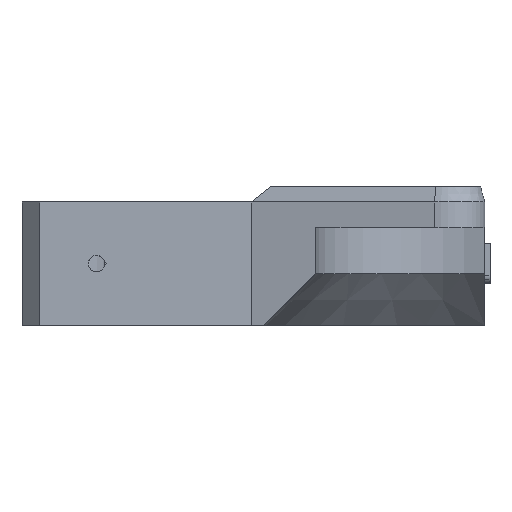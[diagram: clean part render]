
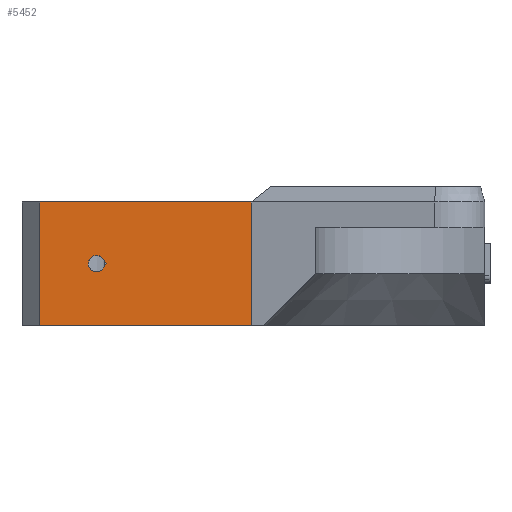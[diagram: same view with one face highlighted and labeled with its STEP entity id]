
A CAD part, left-side view. The second image highlights one B-rep face of the part: STEP entity #5452.
In plain terms, the highlighted planar face has unit normal (-1, 0, 0).
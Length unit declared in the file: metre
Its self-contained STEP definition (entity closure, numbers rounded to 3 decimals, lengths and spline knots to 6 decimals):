
#173=CIRCLE('',#5764,0.0016);
#438=ORIENTED_EDGE('',*,*,#2110,.T.);
#439=ORIENTED_EDGE('',*,*,#2111,.F.);
#440=ORIENTED_EDGE('',*,*,#2112,.F.);
#441=ORIENTED_EDGE('',*,*,#2113,.T.);
#442=ORIENTED_EDGE('',*,*,#2114,.F.);
#443=ORIENTED_EDGE('',*,*,#2115,.F.);
#444=ORIENTED_EDGE('',*,*,#2116,.T.);
#2110=EDGE_CURVE('',#2946,#2947,#3505,.T.);
#2111=EDGE_CURVE('',#2948,#2947,#3506,.T.);
#2112=EDGE_CURVE('',#2949,#2948,#3507,.T.);
#2113=EDGE_CURVE('',#2949,#2946,#3508,.T.);
#2114=EDGE_CURVE('',#2950,#2951,#3509,.T.);
#2115=EDGE_CURVE('',#2952,#2950,#173,.T.);
#2116=EDGE_CURVE('',#2952,#2951,#3510,.T.);
#2946=VERTEX_POINT('',#7988);
#2947=VERTEX_POINT('',#7989);
#2948=VERTEX_POINT('',#7991);
#2949=VERTEX_POINT('',#7993);
#2950=VERTEX_POINT('',#7996);
#2951=VERTEX_POINT('',#7997);
#2952=VERTEX_POINT('',#7999);
#3505=LINE('',#7987,#4054);
#3506=LINE('',#7990,#4055);
#3507=LINE('',#7992,#4056);
#3508=LINE('',#7994,#4057);
#3509=LINE('',#7995,#4058);
#3510=LINE('',#8000,#4059);
#4054=VECTOR('',#6324,1.);
#4055=VECTOR('',#6325,1.);
#4056=VECTOR('',#6326,1.);
#4057=VECTOR('',#6327,1.);
#4058=VECTOR('',#6328,1.);
#4059=VECTOR('',#6331,1.);
#4603=EDGE_LOOP('',(#438,#439,#440,#441));
#4604=EDGE_LOOP('',(#442,#443,#444));
#4948=FACE_BOUND('',#4603,.T.);
#4949=FACE_BOUND('',#4604,.T.);
#5293=PLANE('',#5763);
#5452=ADVANCED_FACE('',(#4948,#4949),#5293,.F.);
#5763=AXIS2_PLACEMENT_3D('',#7986,#6322,#6323);
#5764=AXIS2_PLACEMENT_3D('',#7998,#6329,#6330);
#6322=DIRECTION('',(1.,0.,0.));
#6323=DIRECTION('',(0.,0.,-1.));
#6324=DIRECTION('',(0.,-1.,0.));
#6325=DIRECTION('',(0.,0.,-1.));
#6326=DIRECTION('',(0.,-1.,0.));
#6327=DIRECTION('',(0.,0.,-1.));
#6328=DIRECTION('',(0.,-0.5,0.866));
#6329=DIRECTION('',(-1.,0.,0.));
#6330=DIRECTION('',(0.,0.,1.));
#6331=DIRECTION('',(0.,-0.5,-0.866));
#7986=CARTESIAN_POINT('',(0.12025,-0.062028,0.154));
#7987=CARTESIAN_POINT('',(0.12025,-0.062028,0.13));
#7988=CARTESIAN_POINT('',(0.12025,-0.04145,0.13));
#7989=CARTESIAN_POINT('',(0.12025,-0.082606,0.13));
#7990=CARTESIAN_POINT('',(0.12025,-0.082606,0.154));
#7991=CARTESIAN_POINT('',(0.12025,-0.082606,0.154));
#7992=CARTESIAN_POINT('',(0.12025,-0.062028,0.154));
#7993=CARTESIAN_POINT('',(0.12025,-0.04145,0.154));
#7994=CARTESIAN_POINT('',(0.12025,-0.04145,0.154));
#7995=CARTESIAN_POINT('',(0.12025,-0.061464,0.154326));
#7996=CARTESIAN_POINT('',(0.12025,-0.053886,0.1412));
#7997=CARTESIAN_POINT('',(0.12025,-0.054348,0.142));
#7998=CARTESIAN_POINT('',(0.12025,-0.0525,0.142));
#7999=CARTESIAN_POINT('',(0.12025,-0.053885,0.142801));
#8000=CARTESIAN_POINT('',(0.12025,-0.053886,0.1428));
